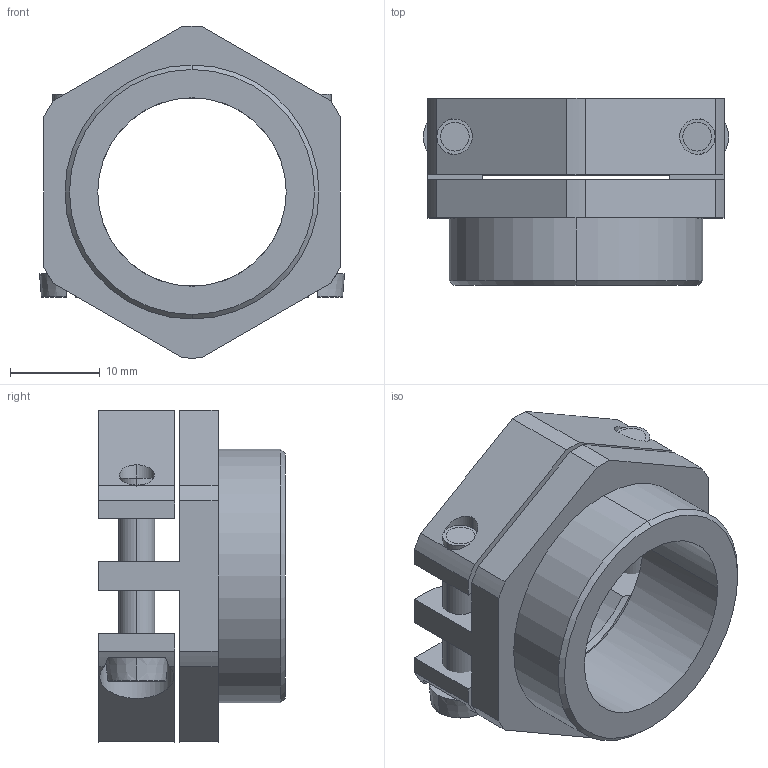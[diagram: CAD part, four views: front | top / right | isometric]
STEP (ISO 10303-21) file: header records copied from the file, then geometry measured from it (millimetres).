
FILE_DESCRIPTION((''),'2;1');
FILE_NAME('2013215_ASM','2014-09-18T',('AndreasKeweloh'),(''),'PRO/ENGINEER BY PARAMETRIC TECHNOLOGY CORPORATION, 2014000','PRO/ENGINEER BY PARAMETRIC TECHNOLOGY CORPORATION, 2014000','');
FILE_SCHEMA(('CONFIG_CONTROL_DESIGN'));
Length unit declared in the file: millimetre
Products named in the file (4): 2013215_KOERPER; 2013215_BACKE; I1207_040_20_ST; 2013215_ASM
Assembly tree (4 placements, depth 2):
  2013215_ASM
    2013215_KOERPER
    2013215_BACKE
    I1207_040_20_ST  x2
Bounding box: 34 x 20.8 x 36.99 mm (x, y, z)
Volume: 8590.1 mm3; surface area: 6883 mm2
Topology: 5 solids, 7 shells, 108 faces, 282 edges, 186 vertices
Faces by surface type: plane 48, cylinder 40, torus 12, cone 8
Entity records: 3166 total; most frequent: CARTESIAN_POINT 721, DIRECTION 506, ORIENTED_EDGE 480, EDGE_CURVE 242, AXIS2_PLACEMENT_3D 193, VERTEX_POINT 160, VECTOR 120, LINE 120
